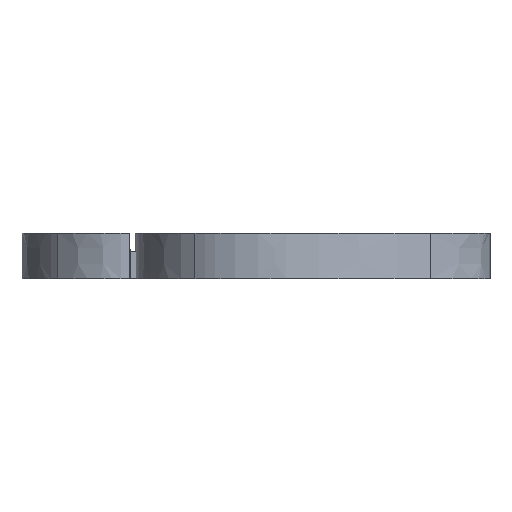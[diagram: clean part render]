
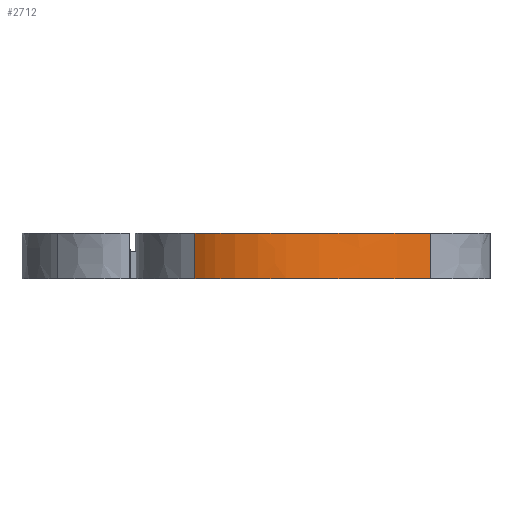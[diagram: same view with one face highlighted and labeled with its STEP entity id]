
A CAD part, left-side view. The second image highlights one B-rep face of the part: STEP entity #2712.
In plain terms, the highlighted face is a extrusion surface.
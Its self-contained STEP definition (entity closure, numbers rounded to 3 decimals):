
#79 = PLANE('',#80);
#80 = AXIS2_PLACEMENT_3D('',#81,#82,#83);
#81 = CARTESIAN_POINT('',(42.278,-27.518,5.));
#82 = DIRECTION('',(0.,0.,-1.));
#83 = DIRECTION('',(-1.,0.,0.));
#138 = PLANE('',#139);
#139 = AXIS2_PLACEMENT_3D('',#140,#141,#142);
#140 = CARTESIAN_POINT('',(49.047,-17.814,0.));
#141 = DIRECTION('',(0.,0.,1.));
#142 = DIRECTION('',(1.,0.,0.));
#651 = VERTEX_POINT('',#652);
#652 = CARTESIAN_POINT('',(2.304,-19.269,0.));
#668 = SURFACE_OF_LINEAR_EXTRUSION('',#669,#674);
#669 = B_SPLINE_CURVE_WITH_KNOTS('',3,(#670,#671,#672,#673),
  .UNSPECIFIED.,.F.,.F.,(4,4),(0.,1.),.PIECEWISE_BEZIER_KNOTS.);
#670 = CARTESIAN_POINT('',(2.304,-19.269,0.));
#671 = CARTESIAN_POINT('',(5.046,-15.394,0.));
#672 = CARTESIAN_POINT('',(9.946,-12.94,0.));
#673 = CARTESIAN_POINT('',(15.264,-12.877,0.));
#674 = VECTOR('',#675,1.);
#675 = DIRECTION('',(-0.,-0.,-1.));
#683 = EDGE_CURVE('',#684,#651,#686,.T.);
#684 = VERTEX_POINT('',#685);
#685 = CARTESIAN_POINT('',(6.274,-44.965,0.));
#686 = SURFACE_CURVE('',#687,(#692,#700),.PCURVE_S1.);
#687 = B_SPLINE_CURVE_WITH_KNOTS('',3,(#688,#689,#690,#691),
  .UNSPECIFIED.,.F.,.F.,(4,4),(0.,1.),.PIECEWISE_BEZIER_KNOTS.);
#688 = CARTESIAN_POINT('',(6.274,-44.965,0.));
#689 = CARTESIAN_POINT('',(0.895,-38.633,0.));
#690 = CARTESIAN_POINT('',(-3.216,-27.073,0.));
#691 = CARTESIAN_POINT('',(2.304,-19.269,0.));
#692 = PCURVE('',#138,#693);
#693 = DEFINITIONAL_REPRESENTATION('',(#694),#699);
#694 = B_SPLINE_CURVE_WITH_KNOTS('',3,(#695,#696,#697,#698),
  .UNSPECIFIED.,.F.,.F.,(4,4),(0.,1.),.PIECEWISE_BEZIER_KNOTS.);
#695 = CARTESIAN_POINT('',(-42.774,-27.151));
#696 = CARTESIAN_POINT('',(-48.152,-20.819));
#697 = CARTESIAN_POINT('',(-52.263,-9.259));
#698 = CARTESIAN_POINT('',(-46.743,-1.455));
#699 = ( GEOMETRIC_REPRESENTATION_CONTEXT(2) 
PARAMETRIC_REPRESENTATION_CONTEXT() REPRESENTATION_CONTEXT('2D SPACE',''
  ) );
#700 = PCURVE('',#701,#709);
#701 = SURFACE_OF_LINEAR_EXTRUSION('',#702,#707);
#702 = B_SPLINE_CURVE_WITH_KNOTS('',3,(#703,#704,#705,#706),
  .UNSPECIFIED.,.F.,.F.,(4,4),(0.,1.),.PIECEWISE_BEZIER_KNOTS.);
#703 = CARTESIAN_POINT('',(6.274,-44.965,0.));
#704 = CARTESIAN_POINT('',(0.895,-38.633,0.));
#705 = CARTESIAN_POINT('',(-3.216,-27.073,0.));
#706 = CARTESIAN_POINT('',(2.304,-19.269,0.));
#707 = VECTOR('',#708,1.);
#708 = DIRECTION('',(-0.,-0.,-1.));
#709 = DEFINITIONAL_REPRESENTATION('',(#710),#714);
#710 = LINE('',#711,#712);
#711 = CARTESIAN_POINT('',(0.,0.));
#712 = VECTOR('',#713,1.);
#713 = DIRECTION('',(1.,0.));
#714 = ( GEOMETRIC_REPRESENTATION_CONTEXT(2) 
PARAMETRIC_REPRESENTATION_CONTEXT() REPRESENTATION_CONTEXT('2D SPACE',''
  ) );
#734 = SURFACE_OF_LINEAR_EXTRUSION('',#735,#740);
#735 = B_SPLINE_CURVE_WITH_KNOTS('',3,(#736,#737,#738,#739),
  .UNSPECIFIED.,.F.,.F.,(4,4),(0.,1.),.PIECEWISE_BEZIER_KNOTS.);
#736 = CARTESIAN_POINT('',(16.163,-51.42,0.));
#737 = CARTESIAN_POINT('',(12.043,-51.547,0.));
#738 = CARTESIAN_POINT('',(8.906,-48.06,0.));
#739 = CARTESIAN_POINT('',(6.274,-44.965,0.));
#740 = VECTOR('',#741,1.);
#741 = DIRECTION('',(-0.,-0.,-1.));
#952 = VERTEX_POINT('',#953);
#953 = CARTESIAN_POINT('',(6.274,-44.965,5.));
#976 = EDGE_CURVE('',#952,#977,#979,.T.);
#977 = VERTEX_POINT('',#978);
#978 = CARTESIAN_POINT('',(2.304,-19.269,5.));
#979 = SURFACE_CURVE('',#980,(#985,#993),.PCURVE_S1.);
#980 = B_SPLINE_CURVE_WITH_KNOTS('',3,(#981,#982,#983,#984),
  .UNSPECIFIED.,.F.,.F.,(4,4),(0.,1.),.PIECEWISE_BEZIER_KNOTS.);
#981 = CARTESIAN_POINT('',(6.274,-44.965,5.));
#982 = CARTESIAN_POINT('',(0.895,-38.633,5.));
#983 = CARTESIAN_POINT('',(-3.216,-27.073,5.));
#984 = CARTESIAN_POINT('',(2.304,-19.269,5.));
#985 = PCURVE('',#79,#986);
#986 = DEFINITIONAL_REPRESENTATION('',(#987),#992);
#987 = B_SPLINE_CURVE_WITH_KNOTS('',3,(#988,#989,#990,#991),
  .UNSPECIFIED.,.F.,.F.,(4,4),(0.,1.),.PIECEWISE_BEZIER_KNOTS.);
#988 = CARTESIAN_POINT('',(36.005,-17.447));
#989 = CARTESIAN_POINT('',(41.383,-11.115));
#990 = CARTESIAN_POINT('',(45.494,0.445));
#991 = CARTESIAN_POINT('',(39.974,8.249));
#992 = ( GEOMETRIC_REPRESENTATION_CONTEXT(2) 
PARAMETRIC_REPRESENTATION_CONTEXT() REPRESENTATION_CONTEXT('2D SPACE',''
  ) );
#993 = PCURVE('',#701,#994);
#994 = DEFINITIONAL_REPRESENTATION('',(#995),#999);
#995 = LINE('',#996,#997);
#996 = CARTESIAN_POINT('',(0.,-5.));
#997 = VECTOR('',#998,1.);
#998 = DIRECTION('',(1.,0.));
#999 = ( GEOMETRIC_REPRESENTATION_CONTEXT(2) 
PARAMETRIC_REPRESENTATION_CONTEXT() REPRESENTATION_CONTEXT('2D SPACE',''
  ) );
#2662 = EDGE_CURVE('',#684,#952,#2663,.T.);
#2663 = SURFACE_CURVE('',#2664,(#2668,#2675),.PCURVE_S1.);
#2664 = LINE('',#2665,#2666);
#2665 = CARTESIAN_POINT('',(6.274,-44.965,0.));
#2666 = VECTOR('',#2667,1.);
#2667 = DIRECTION('',(0.,0.,1.));
#2668 = PCURVE('',#734,#2669);
#2669 = DEFINITIONAL_REPRESENTATION('',(#2670),#2674);
#2670 = LINE('',#2671,#2672);
#2671 = CARTESIAN_POINT('',(1.,0.));
#2672 = VECTOR('',#2673,1.);
#2673 = DIRECTION('',(0.,-1.));
#2674 = ( GEOMETRIC_REPRESENTATION_CONTEXT(2) 
PARAMETRIC_REPRESENTATION_CONTEXT() REPRESENTATION_CONTEXT('2D SPACE',''
  ) );
#2675 = PCURVE('',#701,#2676);
#2676 = DEFINITIONAL_REPRESENTATION('',(#2677),#2681);
#2677 = LINE('',#2678,#2679);
#2678 = CARTESIAN_POINT('',(0.,0.));
#2679 = VECTOR('',#2680,1.);
#2680 = DIRECTION('',(0.,-1.));
#2681 = ( GEOMETRIC_REPRESENTATION_CONTEXT(2) 
PARAMETRIC_REPRESENTATION_CONTEXT() REPRESENTATION_CONTEXT('2D SPACE',''
  ) );
#2712 = ADVANCED_FACE('',(#2713),#701,.T.);
#2713 = FACE_BOUND('',#2714,.T.);
#2714 = EDGE_LOOP('',(#2715,#2716,#2717,#2738));
#2715 = ORIENTED_EDGE('',*,*,#2662,.T.);
#2716 = ORIENTED_EDGE('',*,*,#976,.T.);
#2717 = ORIENTED_EDGE('',*,*,#2718,.F.);
#2718 = EDGE_CURVE('',#651,#977,#2719,.T.);
#2719 = SURFACE_CURVE('',#2720,(#2724,#2731),.PCURVE_S1.);
#2720 = LINE('',#2721,#2722);
#2721 = CARTESIAN_POINT('',(2.304,-19.269,0.));
#2722 = VECTOR('',#2723,1.);
#2723 = DIRECTION('',(0.,0.,1.));
#2724 = PCURVE('',#701,#2725);
#2725 = DEFINITIONAL_REPRESENTATION('',(#2726),#2730);
#2726 = LINE('',#2727,#2728);
#2727 = CARTESIAN_POINT('',(1.,0.));
#2728 = VECTOR('',#2729,1.);
#2729 = DIRECTION('',(0.,-1.));
#2730 = ( GEOMETRIC_REPRESENTATION_CONTEXT(2) 
PARAMETRIC_REPRESENTATION_CONTEXT() REPRESENTATION_CONTEXT('2D SPACE',''
  ) );
#2731 = PCURVE('',#668,#2732);
#2732 = DEFINITIONAL_REPRESENTATION('',(#2733),#2737);
#2733 = LINE('',#2734,#2735);
#2734 = CARTESIAN_POINT('',(0.,0.));
#2735 = VECTOR('',#2736,1.);
#2736 = DIRECTION('',(0.,-1.));
#2737 = ( GEOMETRIC_REPRESENTATION_CONTEXT(2) 
PARAMETRIC_REPRESENTATION_CONTEXT() REPRESENTATION_CONTEXT('2D SPACE',''
  ) );
#2738 = ORIENTED_EDGE('',*,*,#683,.F.);
